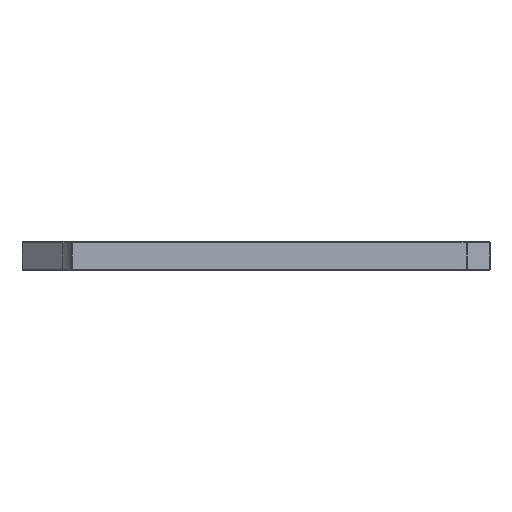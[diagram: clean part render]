
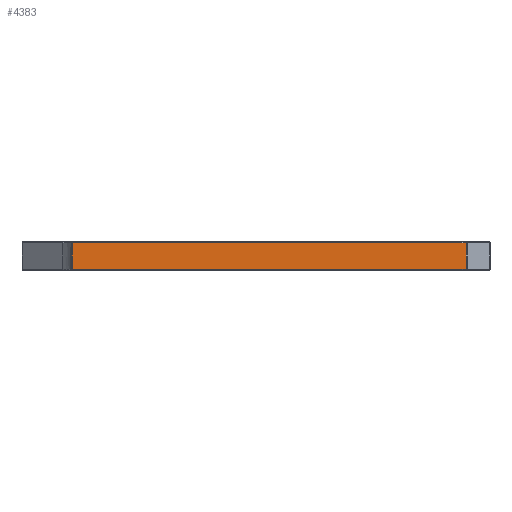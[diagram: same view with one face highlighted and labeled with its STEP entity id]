
A CAD part, front view. The second image highlights one B-rep face of the part: STEP entity #4383.
In plain terms, the highlighted face is planar.
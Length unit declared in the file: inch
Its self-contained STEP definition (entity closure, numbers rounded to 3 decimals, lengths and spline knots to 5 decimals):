
#350=FACE_OUTER_BOUND('',#647,.T.);
#647=EDGE_LOOP('',(#3677,#3678,#3679,#3680));
#1050=LINE('',#6888,#1511);
#1235=LINE('',#7404,#1696);
#1265=LINE('',#7654,#1726);
#1266=LINE('',#7656,#1727);
#1511=VECTOR('',#5245,0.3937);
#1696=VECTOR('',#5762,0.3937);
#1726=VECTOR('',#5832,0.3937);
#1727=VECTOR('',#5835,0.3937);
#1991=VERTEX_POINT('',#6882);
#1992=VERTEX_POINT('',#6886);
#2108=VERTEX_POINT('',#7398);
#2109=VERTEX_POINT('',#7402);
#2406=EDGE_CURVE('',#1992,#1991,#1050,.T.);
#2642=EDGE_CURVE('',#2109,#2108,#1235,.T.);
#2675=EDGE_CURVE('',#2108,#1992,#1265,.T.);
#2676=EDGE_CURVE('',#1991,#2109,#1266,.T.);
#3677=ORIENTED_EDGE('',*,*,#2406,.F.);
#3678=ORIENTED_EDGE('',*,*,#2675,.F.);
#3679=ORIENTED_EDGE('',*,*,#2642,.F.);
#3680=ORIENTED_EDGE('',*,*,#2676,.F.);
#4146=PLANE('',#4764);
#4383=ADVANCED_FACE('',(#350),#4146,.T.);
#4764=AXIS2_PLACEMENT_3D('',#7655,#5833,#5834);
#5245=DIRECTION('',(1.,0.,0.));
#5762=DIRECTION('',(-1.,0.,0.));
#5832=DIRECTION('',(0.,1.,0.));
#5833=DIRECTION('center_axis',(0.,0.,
1.));
#5834=DIRECTION('ref_axis',(1.,0.,0.));
#5835=DIRECTION('',(0.,-1.,0.));
#6882=CARTESIAN_POINT('',(12.22567,1.944,5.98078));
#6886=CARTESIAN_POINT('',(-1.02015,1.944,5.98078));
#6888=CARTESIAN_POINT('',(3.47384,1.944,5.98078));
#7398=CARTESIAN_POINT('',(-1.02015,1.056,5.98078));
#7402=CARTESIAN_POINT('',(12.22567,1.056,5.98078));
#7404=CARTESIAN_POINT('',(3.68537,1.056,5.98078));
#7654=CARTESIAN_POINT('',(-1.02015,1.,5.98078));
#7655=CARTESIAN_POINT('Origin',(2.6,1.,5.98078));
#7656=CARTESIAN_POINT('',(12.22567,1.,5.98078));
